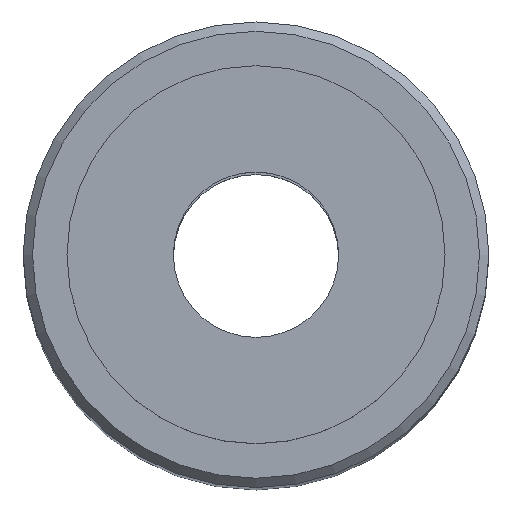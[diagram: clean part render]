
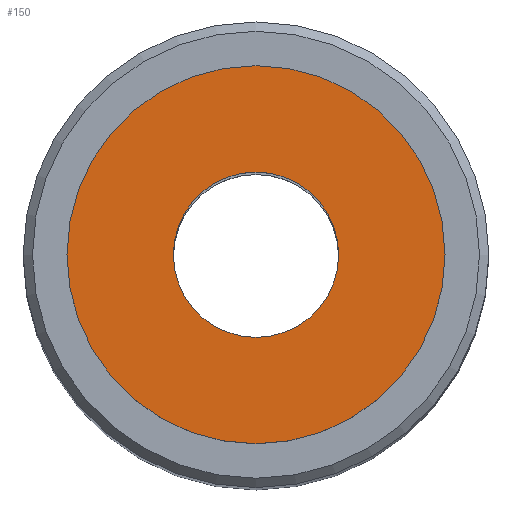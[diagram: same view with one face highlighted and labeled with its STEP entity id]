
A CAD part, top view. The second image highlights one B-rep face of the part: STEP entity #150.
In plain terms, the highlighted planar face has unit normal (0, 0, 1).
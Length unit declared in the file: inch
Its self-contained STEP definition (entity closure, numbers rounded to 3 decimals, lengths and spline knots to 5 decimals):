
#15 = DIRECTION ( 'NONE',  ( 1., 0., 0. ) ) ;
#45 = DIRECTION ( 'NONE',  ( 0., 0., -1. ) ) ;
#63 = ORIENTED_EDGE ( 'NONE', *, *, #175, .F. ) ;
#73 = CIRCLE ( 'NONE', #304, 0.1775 ) ;
#79 = DIRECTION ( 'NONE',  ( 0., 0., 1. ) ) ;
#110 = FACE_OUTER_BOUND ( 'NONE', #239, .T. ) ;
#111 = VERTEX_POINT ( 'NONE', #338 ) ;
#135 = CARTESIAN_POINT ( 'NONE',  ( 0., 0., 3.062 ) ) ;
#150 = ADVANCED_FACE ( 'NONE', ( #245, #110 ), #330, .T. ) ;
#151 = ORIENTED_EDGE ( 'NONE', *, *, #161, .T. ) ;
#161 = EDGE_CURVE ( 'NONE', #191, #191, #73, .T. ) ;
#165 = DIRECTION ( 'NONE',  ( 1., 0., 0. ) ) ;
#175 = EDGE_CURVE ( 'NONE', #111, #111, #246, .T. ) ;
#188 = CARTESIAN_POINT ( 'NONE',  ( 0., 0., 3.062 ) ) ;
#191 = VERTEX_POINT ( 'NONE', #308 ) ;
#192 = CARTESIAN_POINT ( 'NONE',  ( 0., 0., 3.062 ) ) ;
#239 = EDGE_LOOP ( 'NONE', ( #63 ) ) ;
#245 = FACE_BOUND ( 'NONE', #319, .T. ) ;
#246 = CIRCLE ( 'NONE', #297, 0.406 ) ;
#297 = AXIS2_PLACEMENT_3D ( 'NONE', #135, #45, #165 ) ;
#304 = AXIS2_PLACEMENT_3D ( 'NONE', #192, #309, #15 ) ;
#308 = CARTESIAN_POINT ( 'NONE',  ( 0.1775, 0., 3.062 ) ) ;
#309 = DIRECTION ( 'NONE',  ( 0., 0., -1. ) ) ;
#319 = EDGE_LOOP ( 'NONE', ( #151 ) ) ;
#330 = PLANE ( 'NONE',  #331 ) ;
#331 = AXIS2_PLACEMENT_3D ( 'NONE', #188, #79, #361 ) ;
#338 = CARTESIAN_POINT ( 'NONE',  ( 0.406, 0., 3.062 ) ) ;
#361 = DIRECTION ( 'NONE',  ( 1., 0., 0. ) ) ;
